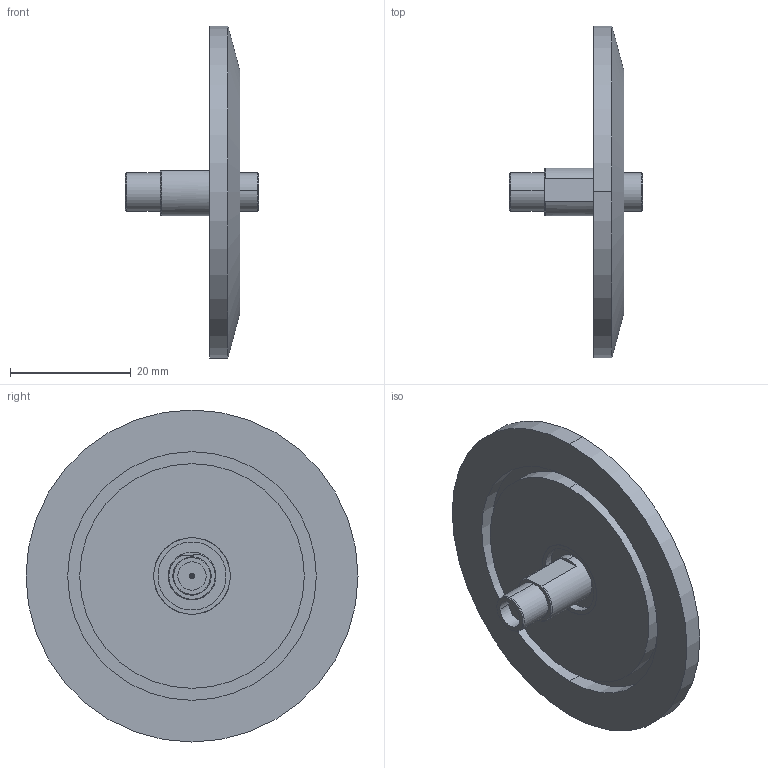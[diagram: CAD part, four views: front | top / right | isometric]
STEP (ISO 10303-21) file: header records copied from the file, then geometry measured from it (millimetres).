
FILE_DESCRIPTION (( 'STEP AP214' ), '1' );
FILE_NAME ('242-SMAD18G-K40.STEP', '2023-03-13T09:28:14', ( '' ), ( '' ), 'SwSTEP 2.0', 'SolidWorks 2017', '' );
FILE_SCHEMA (( 'AUTOMOTIVE_DESIGN' ));
Length unit declared in the file: millimetre
Products named in the file (3): 242-SMAD18G-W; 242-SMAD18G-K40; 9242-SMAD18G-K40_DN40 KF
Assembly tree (2 placements, depth 2):
  242-SMAD18G-K40
    9242-SMAD18G-K40_DN40 KF
    242-SMAD18G-W
Bounding box: 22.1 x 55 x 55 mm (x, y, z)
Volume: 10364.6 mm3; surface area: 6877.9 mm2
Topology: 3 solids, 3 shells, 56 faces, 115 edges, 75 vertices
Faces by surface type: cylinder 30, plane 18, cone 8
Entity records: 1640 total; most frequent: DIRECTION 307, CARTESIAN_POINT 257, ORIENTED_EDGE 230, AXIS2_PLACEMENT_3D 133, EDGE_CURVE 115, VERTEX_POINT 75, CIRCLE 72, EDGE_LOOP 70
